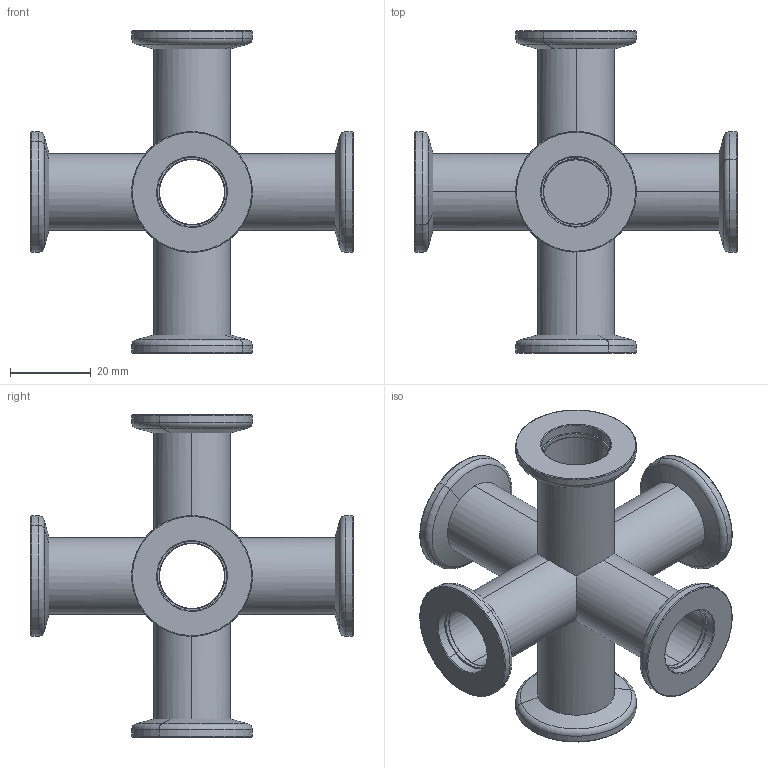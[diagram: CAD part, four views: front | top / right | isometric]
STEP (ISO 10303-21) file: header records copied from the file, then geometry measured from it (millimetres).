
FILE_DESCRIPTION (( 'STEP AP214' ), '1' );
FILE_NAME ('Hositrad_KX6-16-19.STEP', '2017-06-08T07:01:45', ( 'Gebruiker' ), ( '' ), 'SwSTEP 2.0', 'SolidWorks 2017', '' );
FILE_SCHEMA (( 'AUTOMOTIVE_DESIGN' ));
Length unit declared in the file: millimetre
Products named in the file (3): KF16-19WS_KF16-19; KX6-Tube-All_KT16-19; Hositrad_KX6-16-19
Assembly tree (7 placements, depth 2):
  Hositrad_KX6-16-19
    KX6-Tube-All_KT16-19
    KF16-19WS_KF16-19  x6
Bounding box: 80 x 80 x 80 mm (x, y, z)
Volume: 24882.3 mm3; surface area: 28663.7 mm2
Topology: 7 solids, 7 shells, 145 faces, 316 edges, 188 vertices
Faces by surface type: cylinder 72, plane 25, torus 24, cone 24
Entity records: 1666 total; most frequent: CARTESIAN_POINT 384, DIRECTION 256, ORIENTED_EDGE 252, EDGE_CURVE 126, AXIS2_PLACEMENT_3D 110, VERTEX_POINT 78, EDGE_LOOP 58, CIRCLE 50
